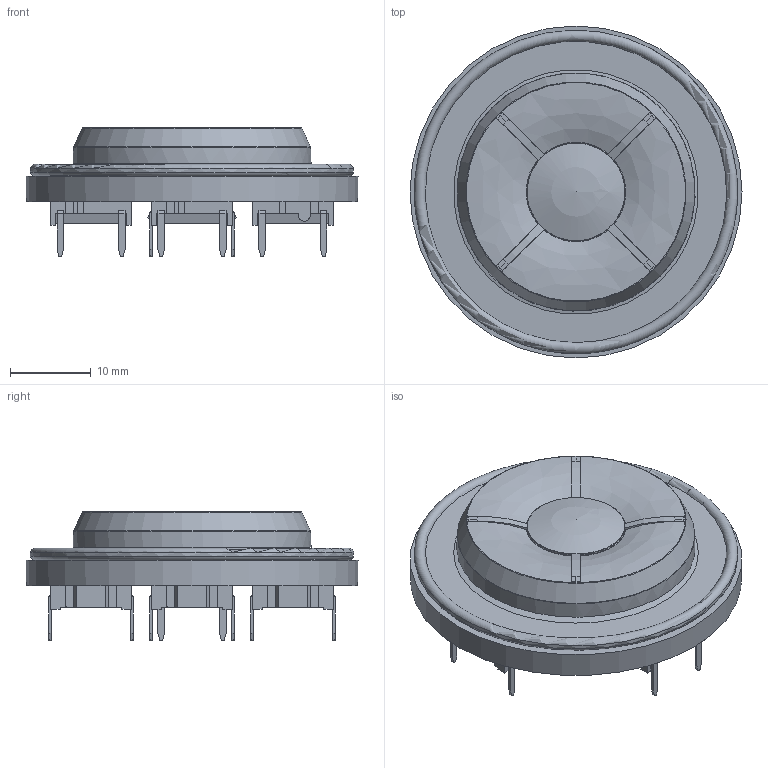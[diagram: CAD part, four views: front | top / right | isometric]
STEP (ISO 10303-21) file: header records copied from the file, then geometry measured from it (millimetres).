
FILE_DESCRIPTION((''),'2;1');
FILE_NAME('1ZW Assembly.stp','2012-06-27T11:25:38',('fd'),(''),'Autodesk Inventor 2012','Autodesk Inventor 2012','');
FILE_SCHEMA(('AUTOMOTIVE_DESIGN { 1 0 10303 214 1 1 1 1 }'));
Length unit declared in the file: millimetre
Products named in the file (9): Assembly4; Part6; Part8; Part10; Part12; Part14; Part16; Part18; Part20
Assembly tree (8 placements, depth 2):
  Assembly4
    Part6
    Part8
    Part10
    Part12
    Part14
    Part16
    Part18
    Part20
Bounding box: 41.1 x 41.1 x 16.04 mm (x, y, z)
Volume: 4845.1 mm3; surface area: 9639.1 mm2
Topology: 7 solids, 8 shells, 1892 faces, 5623 edges, 3702 vertices
Faces by surface type: plane 1310, cylinder 339, bspline 160, cone 64, torus 16, sphere 3
Full cylindrical faces by diameter (mm): 4.2 x1, 7.164 x1, 8.716 x1, 25.41 x1, 33.745 x1, 40.037 x1
Entity records: 64240 total; most frequent: CARTESIAN_POINT 13703, ORIENTED_EDGE 11114, DIRECTION 9786, EDGE_CURVE 5557, VECTOR 4012, LINE 4012, VERTEX_POINT 3675, AXIS2_PLACEMENT_3D 2887
